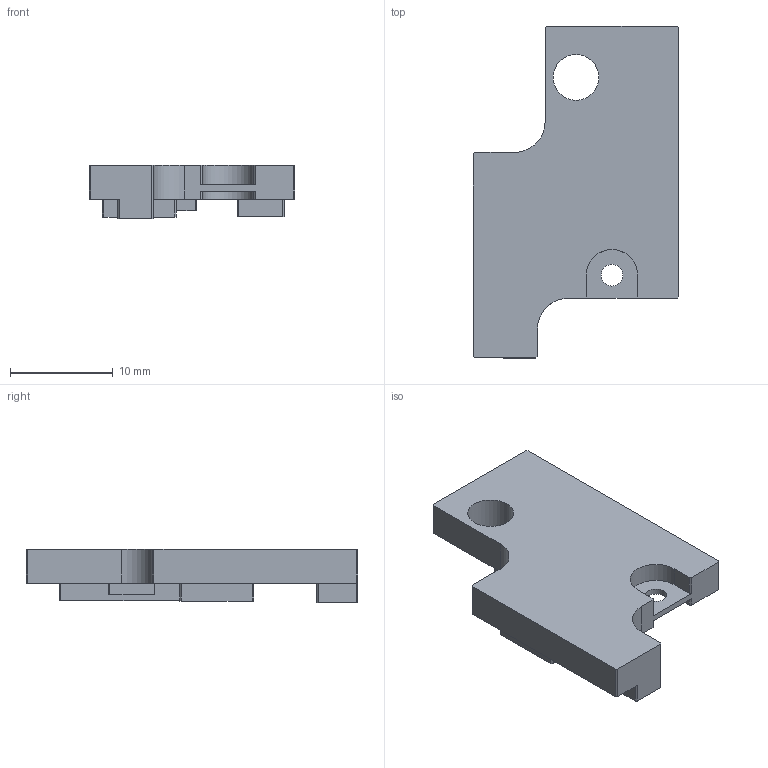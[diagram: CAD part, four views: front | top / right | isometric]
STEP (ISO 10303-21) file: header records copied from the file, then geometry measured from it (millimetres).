
FILE_DESCRIPTION(/* description */ (''),/* implementation_level */ '2;1');
FILE_NAME(/* name */ 'Parkside-Heatsink-Adaptor_v2.step',/* time_stamp */ '2024-10-12T18:02:00+02:00',/* author */ (''),/* organization */ (''),/* preprocessor_version */ 'ST-DEVELOPER v20',/* originating_system */ 'Autodesk Translation Framework v13.20.0.188',/* authorisation */ '');
FILE_SCHEMA (('AUTOMOTIVE_DESIGN { 1 0 10303 214 3 1 1 }'));
Length unit declared in the file: millimetre
Products named in the file (1): FusionComponent
Bounding box: 20 x 32.3 x 5.19 mm (x, y, z)
Volume: 1727.9 mm3; surface area: 1490.6 mm2
Topology: 1 solids, 1 shells, 64 faces, 177 edges, 118 vertices
Faces by surface type: plane 58, cylinder 6
Full cylindrical faces by diameter (mm): 2.1 x1, 4.45 x1
Entity records: 2054 total; most frequent: CARTESIAN_POINT 360, ORIENTED_EDGE 354, DIRECTION 319, EDGE_CURVE 177, LINE 165, VECTOR 165, VERTEX_POINT 118, AXIS2_PLACEMENT_3D 77
